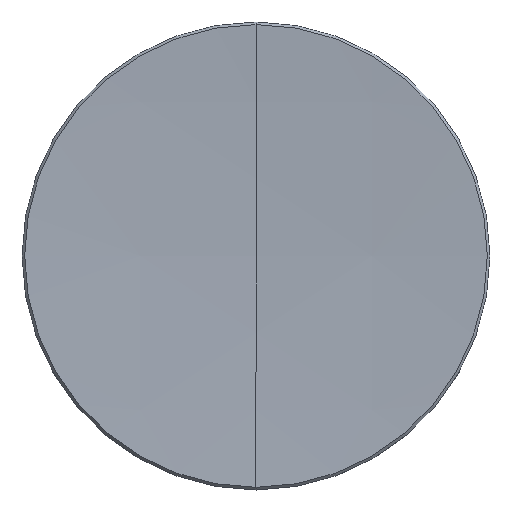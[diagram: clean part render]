
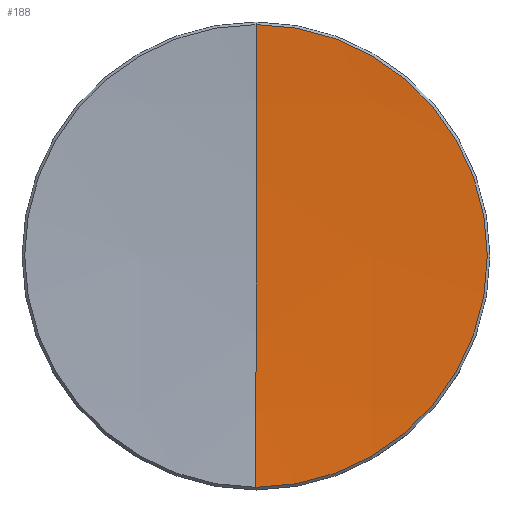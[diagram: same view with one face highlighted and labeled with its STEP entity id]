
A CAD part, top view. The second image highlights one B-rep face of the part: STEP entity #188.
In plain terms, the highlighted spherical face has radius 211.131 mm.
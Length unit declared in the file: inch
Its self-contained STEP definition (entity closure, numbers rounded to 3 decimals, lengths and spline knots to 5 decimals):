
#2 = VERTEX_POINT ( 'NONE', #223 ) ;
#6 = CARTESIAN_POINT ( 'NONE',  ( 0., 0., 0.08593 ) ) ;
#20 = DIRECTION ( 'NONE',  ( 0., -1., 0. ) ) ;
#32 = VERTEX_POINT ( 'NONE', #205 ) ;
#54 = ORIENTED_EDGE ( 'NONE', *, *, #237, .T. ) ;
#58 = DIRECTION ( 'NONE',  ( 0., -1., 0. ) ) ;
#67 = DIRECTION ( 'NONE',  ( 0., 0., -1. ) ) ;
#76 = VERTEX_POINT ( 'NONE', #186 ) ;
#80 = SPHERICAL_SURFACE ( 'NONE', #262, 8.31224 ) ;
#87 = ORIENTED_EDGE ( 'NONE', *, *, #323, .T. ) ;
#97 = DIRECTION ( 'NONE',  ( 0., 0., 1. ) ) ;
#108 = CIRCLE ( 'NONE', #296, 0.49443 ) ;
#150 = DIRECTION ( 'NONE',  ( 1., 0., 0. ) ) ;
#164 = FACE_OUTER_BOUND ( 'NONE', #268, .T. ) ;
#186 = CARTESIAN_POINT ( 'NONE',  ( 0., 0.49443, 0.08593 ) ) ;
#188 = ADVANCED_FACE ( 'NONE', ( #164 ), #80, .F. ) ;
#190 = AXIS2_PLACEMENT_3D ( 'NONE', #326, #150, #67 ) ;
#205 = CARTESIAN_POINT ( 'NONE',  ( 0., 0., 0.07121 ) ) ;
#221 = DIRECTION ( 'NONE',  ( -1., 0., 0. ) ) ;
#223 = CARTESIAN_POINT ( 'NONE',  ( 0., -0.49443, 0.08593 ) ) ;
#237 = EDGE_CURVE ( 'NONE', #2, #76, #108, .T. ) ;
#242 = ORIENTED_EDGE ( 'NONE', *, *, #257, .F. ) ;
#257 = EDGE_CURVE ( 'NONE', #32, #76, #293, .T. ) ;
#262 = AXIS2_PLACEMENT_3D ( 'NONE', #291, #328, #319 ) ;
#263 = CARTESIAN_POINT ( 'NONE',  ( 0., 0., 8.38346 ) ) ;
#268 = EDGE_LOOP ( 'NONE', ( #242, #87, #54 ) ) ;
#291 = CARTESIAN_POINT ( 'NONE',  ( 0., 0., 8.38346 ) ) ;
#293 = CIRCLE ( 'NONE', #190, 8.31224 ) ;
#296 = AXIS2_PLACEMENT_3D ( 'NONE', #6, #97, #20 ) ;
#307 = AXIS2_PLACEMENT_3D ( 'NONE', #263, #221, #58 ) ;
#319 = DIRECTION ( 'NONE',  ( 0., 1., 0. ) ) ;
#323 = EDGE_CURVE ( 'NONE', #32, #2, #330, .T. ) ;
#326 = CARTESIAN_POINT ( 'NONE',  ( 0., 0., 8.38346 ) ) ;
#328 = DIRECTION ( 'NONE',  ( -1., 0., 0. ) ) ;
#330 = CIRCLE ( 'NONE', #307, 8.31224 ) ;
